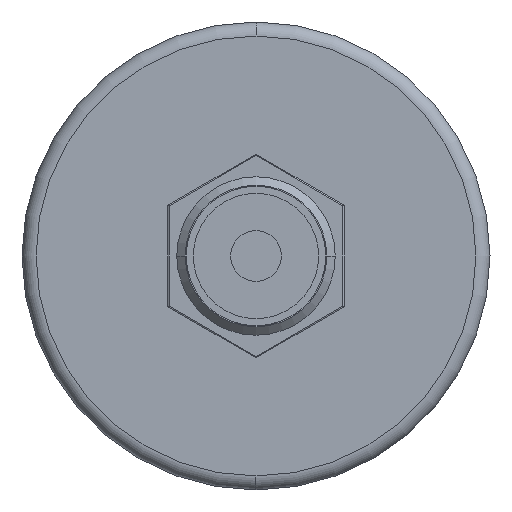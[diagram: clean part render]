
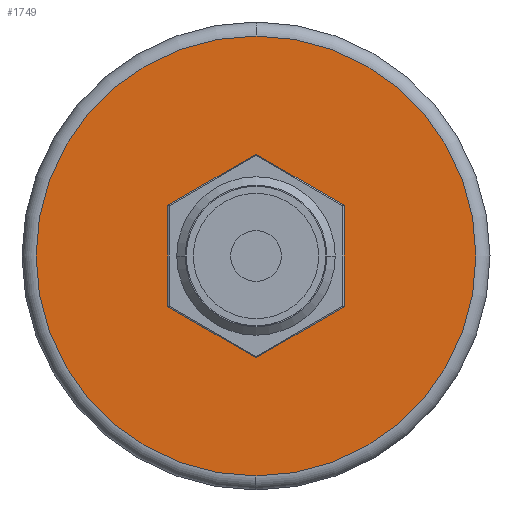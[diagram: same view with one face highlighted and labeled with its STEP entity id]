
A CAD part, left-side view. The second image highlights one B-rep face of the part: STEP entity #1749.
In plain terms, the highlighted planar face has unit normal (-1, 0, 0).
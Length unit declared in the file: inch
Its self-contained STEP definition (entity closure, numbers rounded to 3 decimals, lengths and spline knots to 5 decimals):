
#263=CARTESIAN_POINT('',(-1.165,0.,0.));
#264=DIRECTION('',(-1.,0.,0.));
#265=DIRECTION('',(0.,0.,-1.));
#266=AXIS2_PLACEMENT_3D('',#263,#264,#265);
#268=CARTESIAN_POINT('',(-1.165,0.,0.));
#269=DIRECTION('',(-1.,0.,0.));
#270=DIRECTION('',(0.,0.,1.));
#271=AXIS2_PLACEMENT_3D('',#268,#269,#270);
#273=DIRECTION('',(0.,0.866,-0.5));
#274=VECTOR('',#273,0.35623);
#275=CARTESIAN_POINT('',(-1.165,-0.3085,-0.17811));
#276=LINE('',#275,#274);
#277=DIRECTION('',(0.,0.,-1.));
#278=VECTOR('',#277,0.35623);
#279=CARTESIAN_POINT('',(-1.165,-0.3085,0.17811));
#280=LINE('',#279,#278);
#281=DIRECTION('',(0.,-0.866,-0.5));
#282=VECTOR('',#281,0.35623);
#283=CARTESIAN_POINT('',(-1.165,0.,0.35623));
#284=LINE('',#283,#282);
#285=DIRECTION('',(0.,-0.866,0.5));
#286=VECTOR('',#285,0.35623);
#287=CARTESIAN_POINT('',(-1.165,0.3085,0.17811));
#288=LINE('',#287,#286);
#289=DIRECTION('',(0.,0.,1.));
#290=VECTOR('',#289,0.35623);
#291=CARTESIAN_POINT('',(-1.165,0.3085,-0.17811));
#292=LINE('',#291,#290);
#293=DIRECTION('',(0.,0.866,0.5));
#294=VECTOR('',#293,0.35623);
#295=CARTESIAN_POINT('',(-1.165,0.,-0.35623));
#296=LINE('',#295,#294);
#1113=CARTESIAN_POINT('',(-1.165,0.,-0.78));
#1114=CARTESIAN_POINT('',(-1.165,0.,0.78));
#1115=VERTEX_POINT('',#1113);
#1116=VERTEX_POINT('',#1114);
#1317=CARTESIAN_POINT('',(-1.165,-0.3085,-0.17811));
#1318=CARTESIAN_POINT('',(-1.165,0.,-0.35623));
#1319=VERTEX_POINT('',#1317);
#1320=VERTEX_POINT('',#1318);
#1321=CARTESIAN_POINT('',(-1.165,0.3085,-0.17811));
#1322=VERTEX_POINT('',#1321);
#1323=CARTESIAN_POINT('',(-1.165,0.3085,0.17811));
#1324=VERTEX_POINT('',#1323);
#1325=CARTESIAN_POINT('',(-1.165,0.,0.35623));
#1326=VERTEX_POINT('',#1325);
#1327=CARTESIAN_POINT('',(-1.165,-0.3085,0.17811));
#1328=VERTEX_POINT('',#1327);
#1725=CARTESIAN_POINT('',(-1.165,0.,0.));
#1726=DIRECTION('',(1.,0.,0.));
#1727=DIRECTION('',(0.,0.,-1.));
#1728=AXIS2_PLACEMENT_3D('',#1725,#1726,#1727);
#1729=PLANE('',#1728);
#1730=ORIENTED_EDGE('',*,*,#1715,.F.);
#1732=ORIENTED_EDGE('',*,*,#1731,.F.);
#1733=EDGE_LOOP('',(#1730,#1732));
#1734=FACE_OUTER_BOUND('',#1733,.F.);
#1736=ORIENTED_EDGE('',*,*,#1735,.F.);
#1738=ORIENTED_EDGE('',*,*,#1737,.F.);
#1740=ORIENTED_EDGE('',*,*,#1739,.F.);
#1742=ORIENTED_EDGE('',*,*,#1741,.F.);
#1744=ORIENTED_EDGE('',*,*,#1743,.F.);
#1746=ORIENTED_EDGE('',*,*,#1745,.F.);
#1747=EDGE_LOOP('',(#1736,#1738,#1740,#1742,#1744,#1746));
#1748=FACE_BOUND('',#1747,.F.);
#1749=ADVANCED_FACE('',(#1734,#1748),#1729,.F.);
#267=CIRCLE('',#266,0.78);
#272=CIRCLE('',#271,0.78);
#1715=EDGE_CURVE('',#1115,#1116,#267,.T.);
#1731=EDGE_CURVE('',#1116,#1115,#272,.T.);
#1735=EDGE_CURVE('',#1319,#1320,#276,.T.);
#1737=EDGE_CURVE('',#1328,#1319,#280,.T.);
#1739=EDGE_CURVE('',#1326,#1328,#284,.T.);
#1741=EDGE_CURVE('',#1324,#1326,#288,.T.);
#1743=EDGE_CURVE('',#1322,#1324,#292,.T.);
#1745=EDGE_CURVE('',#1320,#1322,#296,.T.);
